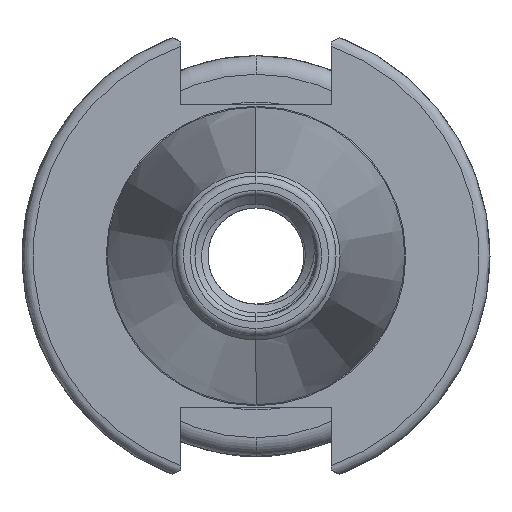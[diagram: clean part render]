
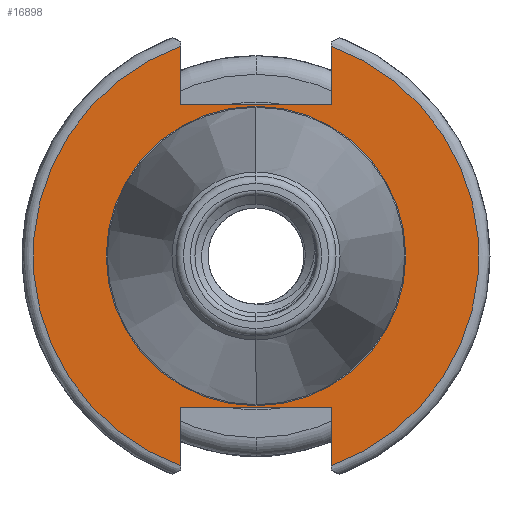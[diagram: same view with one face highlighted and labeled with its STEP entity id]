
A CAD part, left-side view. The second image highlights one B-rep face of the part: STEP entity #16898.
In plain terms, the highlighted planar face has unit normal (-1, 0, 0).
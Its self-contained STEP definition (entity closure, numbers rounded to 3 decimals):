
#3173 = CARTESIAN_POINT ( 'NONE',  ( -4., 0., 16.062 ) ) ;
#3397 = CARTESIAN_POINT ( 'NONE',  ( -4., 0., -16.062 ) ) ;
#5265 = VECTOR ( 'NONE', #19042, 1000. ) ;
#5271 = CIRCLE ( 'NONE', #15251, 16.062 ) ;
#5289 = CIRCLE ( 'NONE', #15243, 23.9 ) ;
#5291 = LINE ( 'NONE', #19069, #5265 ) ;
#5308 = VECTOR ( 'NONE', #19195, 1000. ) ;
#5322 = VECTOR ( 'NONE', #19095, 1000. ) ;
#5325 = LINE ( 'NONE', #19370, #5345 ) ;
#5326 = LINE ( 'NONE', #19275, #5331 ) ;
#5331 = VECTOR ( 'NONE', #19242, 1000. ) ;
#5340 = CIRCLE ( 'NONE', #15246, 23.9 ) ;
#5345 = VECTOR ( 'NONE', #19371, 1000. ) ;
#5346 = LINE ( 'NONE', #19110, #5322 ) ;
#5347 = LINE ( 'NONE', #19206, #5308 ) ;
#5357 = VECTOR ( 'NONE', #17130, 1000. ) ;
#5391 = LINE ( 'NONE', #17114, #5357 ) ;
#5562 = FACE_BOUND ( 'NONE', #15865, .T. ) ;
#5615 = FACE_OUTER_BOUND ( 'NONE', #15770, .T. ) ;
#6349 = PLANE ( 'NONE',  #15346 ) ;
#6366 = DIRECTION ( 'NONE',  ( 1., 0., 0. ) ) ;
#6394 = CARTESIAN_POINT ( 'NONE',  ( -4., 16.062, 0. ) ) ;
#6395 = DIRECTION ( 'NONE',  ( 0., 0., -1. ) ) ;
#7639 = VERTEX_POINT ( 'NONE', #13756 ) ;
#7665 = VERTEX_POINT ( 'NONE', #13823 ) ;
#7667 = VERTEX_POINT ( 'NONE', #13814 ) ;
#7668 = VERTEX_POINT ( 'NONE', #13826 ) ;
#7670 = VERTEX_POINT ( 'NONE', #13804 ) ;
#7676 = VERTEX_POINT ( 'NONE', #13820 ) ;
#7682 = VERTEX_POINT ( 'NONE', #13824 ) ;
#7702 = VERTEX_POINT ( 'NONE', #13809 ) ;
#8572 = CIRCLE ( 'NONE', #15232, 16.062 ) ;
#12362 = EDGE_CURVE ( 'NONE', #21485, #21512, #8572, .T. ) ;
#13756 = CARTESIAN_POINT ( 'NONE',  ( -4., -8.075, -16.2 ) ) ;
#13804 = CARTESIAN_POINT ( 'NONE',  ( -4., -8.075, 22.495 ) ) ;
#13809 = CARTESIAN_POINT ( 'NONE',  ( -4., 8.075, 16.2 ) ) ;
#13814 = CARTESIAN_POINT ( 'NONE',  ( -4., 8.075, -16.2 ) ) ;
#13820 = CARTESIAN_POINT ( 'NONE',  ( -4., -8.075, -22.495 ) ) ;
#13823 = CARTESIAN_POINT ( 'NONE',  ( -4., 8.075, 22.495 ) ) ;
#13824 = CARTESIAN_POINT ( 'NONE',  ( -4., 8.075, -22.495 ) ) ;
#13826 = CARTESIAN_POINT ( 'NONE',  ( -4., -8.075, 16.2 ) ) ;
#14696 = CARTESIAN_POINT ( 'NONE',  ( -4., 0., 0. ) ) ;
#14698 = DIRECTION ( 'NONE',  ( -1., 0., 0. ) ) ;
#14699 = DIRECTION ( 'NONE',  ( 0., 0., 1. ) ) ;
#15232 = AXIS2_PLACEMENT_3D ( 'NONE', #14696, #14698, #14699 ) ;
#15243 = AXIS2_PLACEMENT_3D ( 'NONE', #18798, #18817, #18819 ) ;
#15246 = AXIS2_PLACEMENT_3D ( 'NONE', #19214, #19196, #19186 ) ;
#15251 = AXIS2_PLACEMENT_3D ( 'NONE', #18866, #18853, #18863 ) ;
#15346 = AXIS2_PLACEMENT_3D ( 'NONE', #6394, #6366, #6395 ) ;
#15770 = EDGE_LOOP ( 'NONE', ( #18935, #18952, #18914, #18937, #18918, #18961, #18915, #19036 ) ) ;
#15865 = EDGE_LOOP ( 'NONE', ( #18959, #18983 ) ) ;
#16134 = EDGE_CURVE ( 'NONE', #7676, #7670, #5289, .T. ) ;
#16136 = EDGE_CURVE ( 'NONE', #21512, #21485, #5271, .T. ) ;
#16147 = EDGE_CURVE ( 'NONE', #7665, #7702, #5291, .T. ) ;
#16159 = EDGE_CURVE ( 'NONE', #7676, #7639, #5346, .T. ) ;
#16169 = EDGE_CURVE ( 'NONE', #7702, #7668, #5347, .T. ) ;
#16170 = EDGE_CURVE ( 'NONE', #7665, #7682, #5340, .T. ) ;
#16181 = EDGE_CURVE ( 'NONE', #7667, #7639, #5326, .T. ) ;
#16187 = EDGE_CURVE ( 'NONE', #7682, #7667, #5325, .T. ) ;
#16221 = EDGE_CURVE ( 'NONE', #7670, #7668, #5391, .T. ) ;
#16898 = ADVANCED_FACE ( 'NONE', ( #5615, #5562 ), #6349, .F. ) ;
#17114 = CARTESIAN_POINT ( 'NONE',  ( -4., -8.075, 25.1 ) ) ;
#17130 = DIRECTION ( 'NONE',  ( 0., 0., -1. ) ) ;
#18798 = CARTESIAN_POINT ( 'NONE',  ( -4., 0., 0. ) ) ;
#18817 = DIRECTION ( 'NONE',  ( -1., 0., 0. ) ) ;
#18819 = DIRECTION ( 'NONE',  ( 0., 0., 1. ) ) ;
#18853 = DIRECTION ( 'NONE',  ( -1., 0., 0. ) ) ;
#18863 = DIRECTION ( 'NONE',  ( 0., 0., 1. ) ) ;
#18866 = CARTESIAN_POINT ( 'NONE',  ( -4., 0., 0. ) ) ;
#18914 = ORIENTED_EDGE ( 'NONE', *, *, #16181, .T. ) ;
#18915 = ORIENTED_EDGE ( 'NONE', *, *, #16169, .F. ) ;
#18918 = ORIENTED_EDGE ( 'NONE', *, *, #16134, .T. ) ;
#18935 = ORIENTED_EDGE ( 'NONE', *, *, #16170, .T. ) ;
#18937 = ORIENTED_EDGE ( 'NONE', *, *, #16159, .F. ) ;
#18952 = ORIENTED_EDGE ( 'NONE', *, *, #16187, .T. ) ;
#18959 = ORIENTED_EDGE ( 'NONE', *, *, #16136, .F. ) ;
#18961 = ORIENTED_EDGE ( 'NONE', *, *, #16221, .T. ) ;
#18983 = ORIENTED_EDGE ( 'NONE', *, *, #12362, .F. ) ;
#19036 = ORIENTED_EDGE ( 'NONE', *, *, #16147, .F. ) ;
#19042 = DIRECTION ( 'NONE',  ( 0., 0., -1. ) ) ;
#19069 = CARTESIAN_POINT ( 'NONE',  ( -4., 8.075, 25.1 ) ) ;
#19095 = DIRECTION ( 'NONE',  ( 0., 0., 1. ) ) ;
#19110 = CARTESIAN_POINT ( 'NONE',  ( -4., -8.075, -25.1 ) ) ;
#19186 = DIRECTION ( 'NONE',  ( 0., 0., 1. ) ) ;
#19195 = DIRECTION ( 'NONE',  ( 0., -1., 0. ) ) ;
#19196 = DIRECTION ( 'NONE',  ( -1., 0., 0. ) ) ;
#19206 = CARTESIAN_POINT ( 'NONE',  ( -4., -8.075, 16.2 ) ) ;
#19214 = CARTESIAN_POINT ( 'NONE',  ( -4., 0., 0. ) ) ;
#19242 = DIRECTION ( 'NONE',  ( 0., -1., 0. ) ) ;
#19275 = CARTESIAN_POINT ( 'NONE',  ( -4., -8.075, -16.2 ) ) ;
#19370 = CARTESIAN_POINT ( 'NONE',  ( -4., 8.075, -25.1 ) ) ;
#19371 = DIRECTION ( 'NONE',  ( 0., 0., 1. ) ) ;
#21485 = VERTEX_POINT ( 'NONE', #3397 ) ;
#21512 = VERTEX_POINT ( 'NONE', #3173 ) ;
